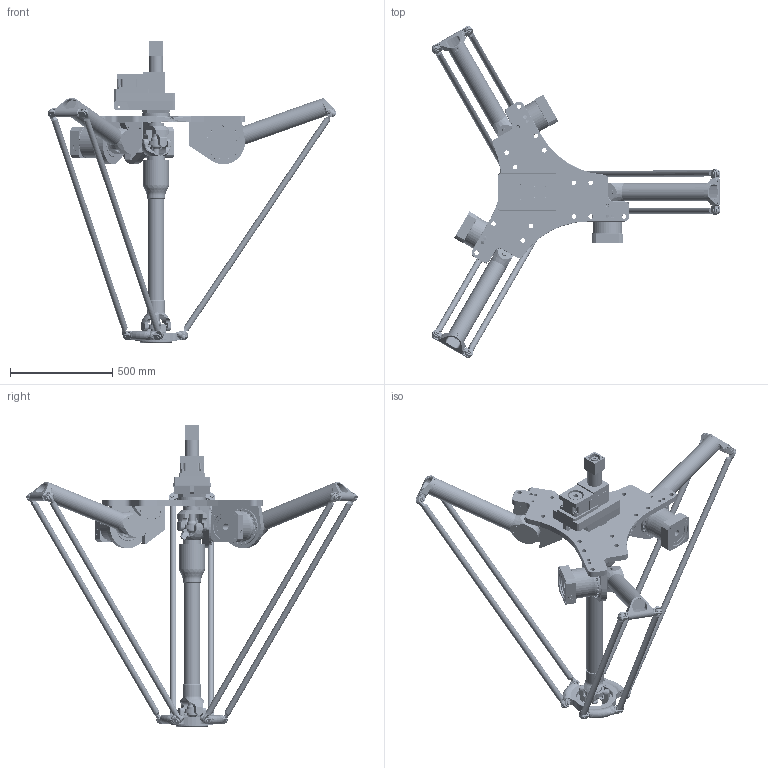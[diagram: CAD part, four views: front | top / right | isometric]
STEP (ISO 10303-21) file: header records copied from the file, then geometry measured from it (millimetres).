
FILE_DESCRIPTION(/* description */ (''),/* implementation_level */ '2;1');
FILE_NAME(/* name */ '3D-model_A_00070-T1.stp',/* time_stamp */ '2022-02-14T16:33:06+01:00',/* author */ ('michael.schutter'),/* organization */ ('Majatronic'),/* preprocessor_version */ 'ST-DEVELOPER v16.5',/* originating_system */ 'Autodesk Inventor 2017',/* authorisation */ '');
FILE_SCHEMA (('AUTOMOTIVE_DESIGN { 1 0 10303 214 3 1 1 }'));
Length unit declared in the file: millimetre
Products named in the file (14): MT_BGR00020779MT_BGR; MT_WST00065425MT_WST; MT_WST00057260MT_WST; MT_WST00057262MT_WST; MT_WST00058678MT_WST; MT_WST00054709MT_WST; MT_WST00054710MT_WST; MT_WST00054723MT_WST; MT_WST00054722MT_WST; MT_WST00057263MT_WST; MT_WST00061551; MT_WST00068559MT_WST; MT_WST00058681MT_WST; MT_WST00066317MT_WST
Assembly tree (28 placements, depth 2):
  MT_BGR00020779MT_BGR
    MT_WST00065425MT_WST
    MT_WST00057260MT_WST  x6
    MT_WST00057262MT_WST
    MT_WST00058678MT_WST
    MT_WST00054709MT_WST
    MT_WST00054710MT_WST
    MT_WST00054723MT_WST
    MT_WST00054722MT_WST  x2
    MT_WST00057263MT_WST  x6
    MT_WST00061551  x3
    MT_WST00068559MT_WST  x3
    MT_WST00058681MT_WST
    MT_WST00066317MT_WST
Bounding box: 1411.51 x 1624.7 x 1473.5 mm (x, y, z)
Volume: 59597280.5 mm3; surface area: 4551256.6 mm2
Topology: 28 solids, 99 shells, 4225 faces, 9712 edges, 6163 vertices
Faces by surface type: plane 2003, cylinder 1247, bspline 493, cone 329, torus 146, sphere 7
Full cylindrical faces by diameter (mm): 3 x3, 3.15 x6, 4 x1, 4.134 x12, 4.917 x26, 5.5 x6, 6 x72, 6.6 x72, 6.647 x7, 6.8 x4, 8 x1, 8.376 x54, 10 x127, 11 x1, 11.5 x7, 12 x37, 13 x14, 14 x2, 14.5 x1, 15 x1, 17 x12, 17.294 x6, 18.655 x1, 20 x12, 22 x69, 24 x1, 26 x7, 28 x3, 30 x18, 32 x5
Entity records: 90235 total; most frequent: CARTESIAN_POINT 33964, DIRECTION 11492, ORIENTED_EDGE 10080, EDGE_CURVE 5040, AXIS2_PLACEMENT_3D 4371, EDGE_LOOP 3579, VERTEX_POINT 3567, LINE 2750
